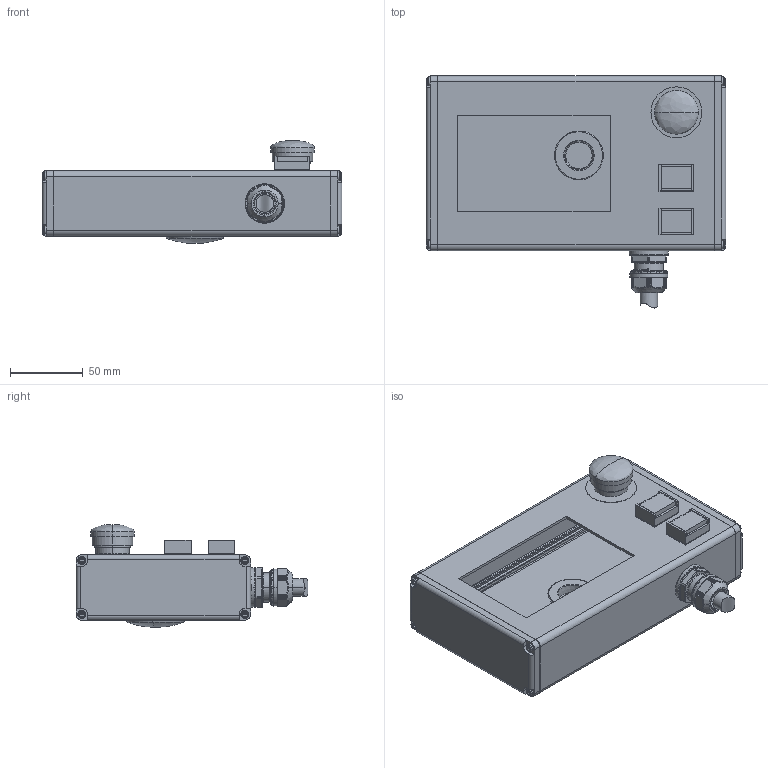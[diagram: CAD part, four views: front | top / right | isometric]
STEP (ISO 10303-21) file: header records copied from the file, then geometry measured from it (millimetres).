
FILE_DESCRIPTION (( 'STEP AP203' ), '1' );
FILE_NAME ('CMC-301N-STP.step', '2025-06-23T07:31:34', ( '' ), ( '' ), 'SwSTEP 2.0', 'SolidWorks 2020', '' );
FILE_SCHEMA (( 'CONFIG_CONTROL_DESIGN' ));
Length unit declared in the file: millimetre
Products named in the file (1): CMC-301N-STP
Bounding box: 206 x 159.31 x 70.75 mm (x, y, z)
Volume: 179049.6 mm3; surface area: 152574.3 mm2
Topology: 2 solids, 8 shells, 1056 faces, 2805 edges, 1807 vertices
Faces by surface type: plane 550, cylinder 290, bspline 128, cone 60, torus 26, sphere 2
Entity records: 40697 total; most frequent: CARTESIAN_POINT 15236, ORIENTED_EDGE 5606, DIRECTION 4917, EDGE_CURVE 2803, VERTEX_POINT 1807, AXIS2_PLACEMENT_3D 1691, VECTOR 1535, LINE 1535
